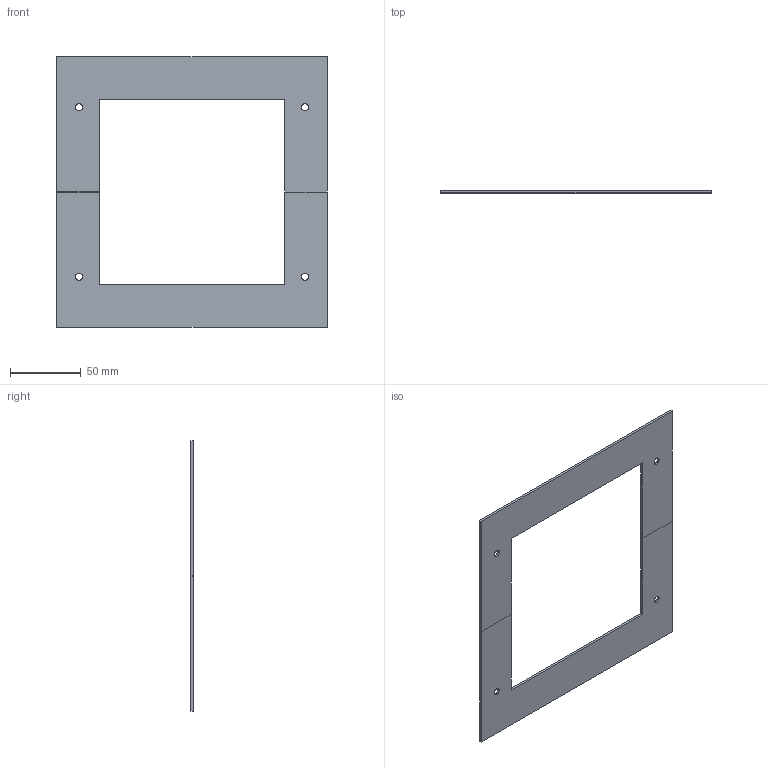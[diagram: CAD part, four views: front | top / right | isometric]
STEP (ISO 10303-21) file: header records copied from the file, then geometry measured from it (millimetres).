
FILE_DESCRIPTION (( 'STEP AP214' ), '1' );
FILE_NAME ('6286825.STEP', '2020-03-12T12:45:53', ( '' ), ( '' ), 'SwSTEP 2.0', 'SolidWorks 2018', '' );
FILE_SCHEMA (( 'AUTOMOTIVE_DESIGN' ));
Length unit declared in the file: millimetre
Products named in the file (2): 151456_Standard; 6286825
Assembly tree (2 placements, depth 2):
  6286825
    151456_Standard  x2
Bounding box: 191.5 x 1.5 x 191.5 mm (x, y, z)
Volume: 28952.2 mm3; surface area: 40815.2 mm2
Topology: 2 solids, 2 shells, 28 faces, 72 edges, 48 vertices
Faces by surface type: plane 20, cylinder 8
Entity records: 510 total; most frequent: DIRECTION 82, CARTESIAN_POINT 79, ORIENTED_EDGE 72, EDGE_CURVE 36, LINE 28, VECTOR 28, AXIS2_PLACEMENT_3D 27, VERTEX_POINT 24
